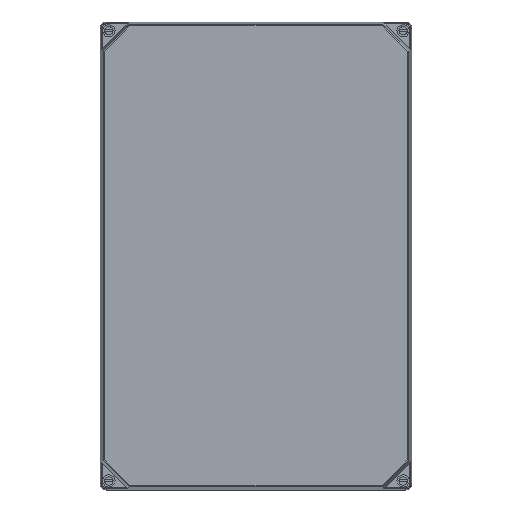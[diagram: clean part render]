
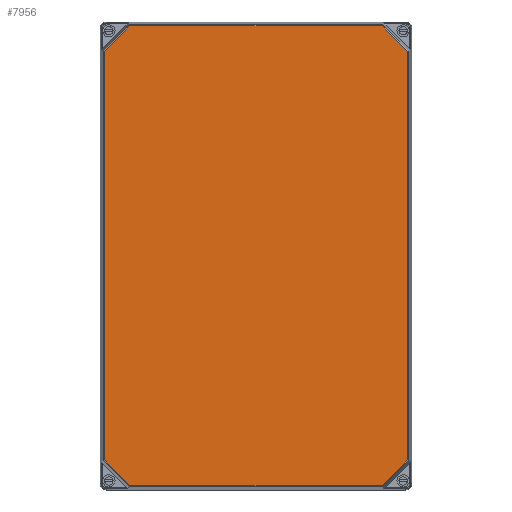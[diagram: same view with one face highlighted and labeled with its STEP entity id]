
A CAD part, top view. The second image highlights one B-rep face of the part: STEP entity #7956.
In plain terms, the highlighted planar face has unit normal (0, 0, 1).
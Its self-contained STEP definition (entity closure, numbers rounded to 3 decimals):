
#7956 = ADVANCED_FACE( '', ( #16923 ), #16924, .F. );
#16923 = FACE_OUTER_BOUND( '', #26469, .T. );
#16924 = PLANE( '', #26470 );
#26469 = EDGE_LOOP( '', ( #49851, #49852, #49853, #49854, #49855, #49856, #49857, #49858 ) );
#26470 = AXIS2_PLACEMENT_3D( '', #49859, #49860, #49861 );
#49851 = ORIENTED_EDGE( '', *, *, #61015, .T. );
#49852 = ORIENTED_EDGE( '', *, *, #61126, .T. );
#49853 = ORIENTED_EDGE( '', *, *, #60830, .T. );
#49854 = ORIENTED_EDGE( '', *, *, #54933, .T. );
#49855 = ORIENTED_EDGE( '', *, *, #63515, .F. );
#49856 = ORIENTED_EDGE( '', *, *, #57418, .F. );
#49857 = ORIENTED_EDGE( '', *, *, #61115, .F. );
#49858 = ORIENTED_EDGE( '', *, *, #60294, .F. );
#49859 = CARTESIAN_POINT( '', ( 150., 221.014, 115. ) );
#49860 = DIRECTION( '', ( 0., 0., -1. ) );
#49861 = DIRECTION( '', ( -1., 0., 0. ) );
#54933 = EDGE_CURVE( '', #65540, #65541, #65542, .T. );
#57418 = EDGE_CURVE( '', #69831, #69833, #69834, .T. );
#60294 = EDGE_CURVE( '', #74335, #74336, #74337, .T. );
#60830 = EDGE_CURVE( '', #75100, #65540, #75101, .T. );
#61015 = EDGE_CURVE( '', #74335, #75351, #75353, .T. );
#61115 = EDGE_CURVE( '', #74336, #69831, #75491, .T. );
#61126 = EDGE_CURVE( '', #75351, #75100, #75503, .T. );
#63515 = EDGE_CURVE( '', #69833, #65541, #78534, .T. );
#65540 = VERTEX_POINT( '', #80987 );
#65541 = VERTEX_POINT( '', #80988 );
#65542 = LINE( '', #80989, #80990 );
#69831 = VERTEX_POINT( '', #86862 );
#69833 = VERTEX_POINT( '', #86864 );
#69834 = LINE( '', #86865, #86866 );
#74335 = VERTEX_POINT( '', #93165 );
#74336 = VERTEX_POINT( '', #93166 );
#74337 = LINE( '', #93167, #93168 );
#75100 = VERTEX_POINT( '', #94225 );
#75101 = LINE( '', #94226, #94227 );
#75351 = VERTEX_POINT( '', #94566 );
#75353 = LINE( '', #94568, #94569 );
#75491 = LINE( '', #94761, #94762 );
#75503 = LINE( '', #94782, #94783 );
#78534 = LINE( '', #99081, #99082 );
#80987 = CARTESIAN_POINT( '', ( -146.014, -196.443, 115. ) );
#80988 = CARTESIAN_POINT( '', ( -121.443, -221.014, 115. ) );
#80989 = CARTESIAN_POINT( '', ( -151.406, -191.051, 115. ) );
#80990 = VECTOR( '', #101171, 1000. );
#86862 = CARTESIAN_POINT( '', ( 146.014, -196.443, 115. ) );
#86864 = CARTESIAN_POINT( '', ( 121.443, -221.014, 115. ) );
#86865 = CARTESIAN_POINT( '', ( 151.406, -191.051, 115. ) );
#86866 = VECTOR( '', #104324, 1000. );
#93165 = CARTESIAN_POINT( '', ( 121.443, 221.014, 115. ) );
#93166 = CARTESIAN_POINT( '', ( 146.014, 196.443, 115. ) );
#93167 = CARTESIAN_POINT( '', ( 116.051, 226.406, 115. ) );
#93168 = VECTOR( '', #107724, 1000. );
#94225 = CARTESIAN_POINT( '', ( -146.014, 196.443, 115. ) );
#94226 = CARTESIAN_POINT( '', ( -146.014, 225., 115. ) );
#94227 = VECTOR( '', #108313, 1000. );
#94566 = CARTESIAN_POINT( '', ( -121.443, 221.014, 115. ) );
#94568 = CARTESIAN_POINT( '', ( 150., 221.014, 115. ) );
#94569 = VECTOR( '', #108520, 1000. );
#94761 = CARTESIAN_POINT( '', ( 146.014, 225., 115. ) );
#94762 = VECTOR( '', #108620, 1000. );
#94782 = CARTESIAN_POINT( '', ( -116.051, 226.406, 115. ) );
#94783 = VECTOR( '', #108627, 1000. );
#99081 = CARTESIAN_POINT( '', ( 150., -221.014, 115. ) );
#99082 = VECTOR( '', #111032, 1000. );
#101171 = DIRECTION( '', ( 0.707, -0.707, 0. ) );
#104324 = DIRECTION( '', ( -0.707, -0.707, 0. ) );
#107724 = DIRECTION( '', ( 0.707, -0.707, 0. ) );
#108313 = DIRECTION( '', ( 0., -1., 0. ) );
#108520 = DIRECTION( '', ( -1., 0., 0. ) );
#108620 = DIRECTION( '', ( 0., -1., 0. ) );
#108627 = DIRECTION( '', ( -0.707, -0.707, 0. ) );
#111032 = DIRECTION( '', ( -1., 0., 0. ) );
